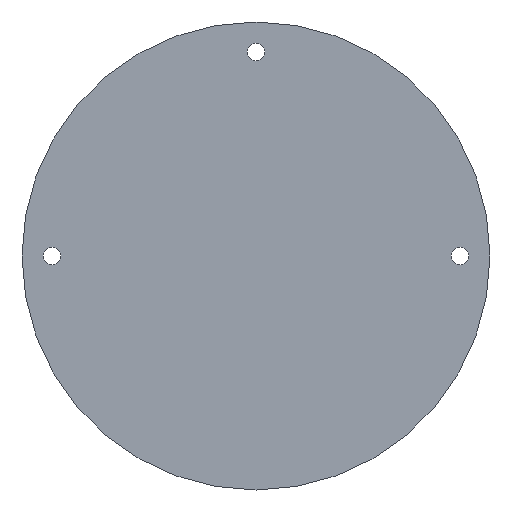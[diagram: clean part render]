
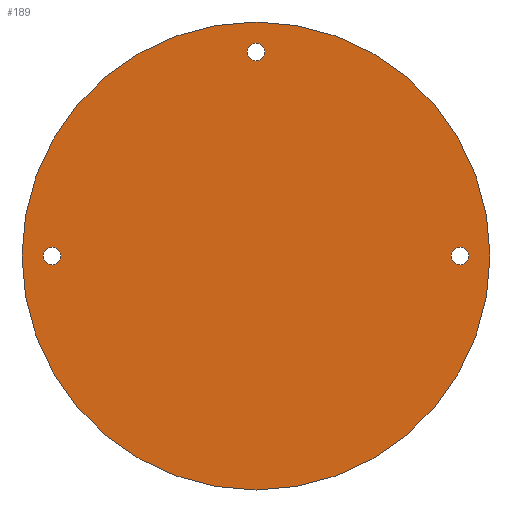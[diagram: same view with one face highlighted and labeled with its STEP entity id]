
A CAD part, front view. The second image highlights one B-rep face of the part: STEP entity #189.
In plain terms, the highlighted planar face has unit normal (0, -1, 0).
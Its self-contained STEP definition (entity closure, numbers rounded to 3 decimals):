
#25=FACE_BOUND('',#63,.T.);
#26=FACE_BOUND('',#64,.T.);
#27=FACE_BOUND('',#65,.T.);
#32=PLANE('',#218);
#44=FACE_OUTER_BOUND('',#62,.T.);
#62=EDGE_LOOP('',(#167));
#63=EDGE_LOOP('',(#168));
#64=EDGE_LOOP('',(#169));
#65=EDGE_LOOP('',(#170));
#89=CIRCLE('',#209,1.425);
#90=CIRCLE('',#211,1.425);
#91=CIRCLE('',#213,1.425);
#93=CIRCLE('',#216,39.);
#103=VERTEX_POINT('',#315);
#104=VERTEX_POINT('',#319);
#105=VERTEX_POINT('',#323);
#107=VERTEX_POINT('',#329);
#121=EDGE_CURVE('',#103,#103,#89,.T.);
#123=EDGE_CURVE('',#104,#104,#90,.T.);
#125=EDGE_CURVE('',#105,#105,#91,.T.);
#128=EDGE_CURVE('',#107,#107,#93,.T.);
#167=ORIENTED_EDGE('',*,*,#128,.F.);
#168=ORIENTED_EDGE('',*,*,#125,.F.);
#169=ORIENTED_EDGE('',*,*,#123,.F.);
#170=ORIENTED_EDGE('',*,*,#121,.F.);
#189=ADVANCED_FACE('',(#44,#25,#26,#27),#32,.F.);
#209=AXIS2_PLACEMENT_3D('',#317,#260,#261);
#211=AXIS2_PLACEMENT_3D('',#321,#265,#266);
#213=AXIS2_PLACEMENT_3D('',#325,#270,#271);
#216=AXIS2_PLACEMENT_3D('',#331,#277,#278);
#218=AXIS2_PLACEMENT_3D('',#333,#281,#282);
#260=DIRECTION('center_axis',(0.,-1.,0.));
#261=DIRECTION('ref_axis',(-1.,0.,0.));
#265=DIRECTION('center_axis',(0.,-1.,0.));
#266=DIRECTION('ref_axis',(-1.,0.,0.));
#270=DIRECTION('center_axis',(0.,-1.,0.));
#271=DIRECTION('ref_axis',(-1.,0.,0.));
#277=DIRECTION('center_axis',(0.,1.,0.));
#278=DIRECTION('ref_axis',(-1.,0.,0.));
#281=DIRECTION('center_axis',(0.,1.,0.));
#282=DIRECTION('ref_axis',(-1.,0.,0.));
#315=CARTESIAN_POINT('',(-32.575,139.42,279.858));
#317=CARTESIAN_POINT('Origin',(-34.,139.42,279.858));
#319=CARTESIAN_POINT('',(1.425,139.42,313.858));
#321=CARTESIAN_POINT('Origin',(0.,139.42,313.858));
#323=CARTESIAN_POINT('',(35.425,139.42,279.858));
#325=CARTESIAN_POINT('Origin',(34.,139.42,279.858));
#329=CARTESIAN_POINT('',(39.,139.42,279.858));
#331=CARTESIAN_POINT('Origin',(0.,139.42,279.858));
#333=CARTESIAN_POINT('Origin',(0.,139.42,279.858));
